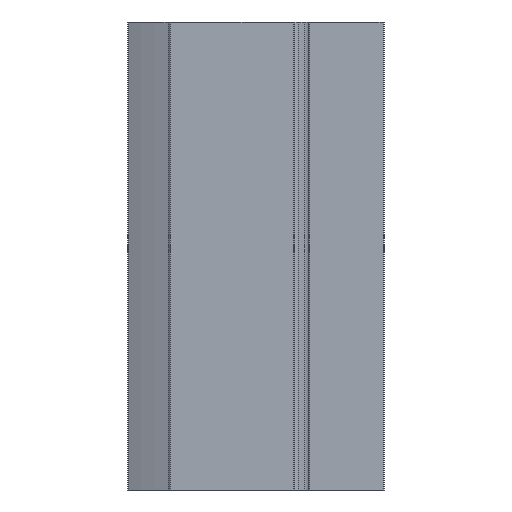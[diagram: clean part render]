
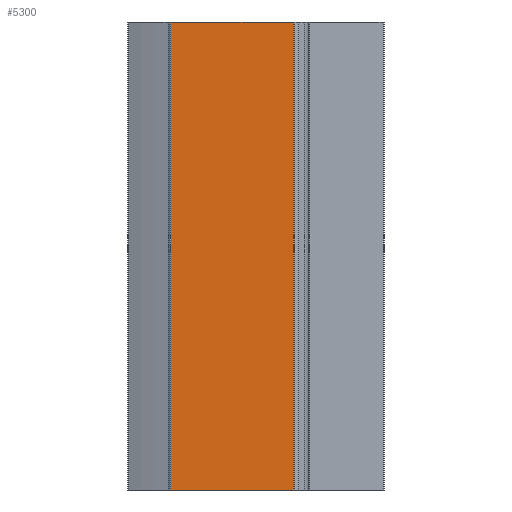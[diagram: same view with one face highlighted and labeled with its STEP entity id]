
A CAD part, front view. The second image highlights one B-rep face of the part: STEP entity #5300.
In plain terms, the highlighted planar face has unit normal (0, -1, 0).
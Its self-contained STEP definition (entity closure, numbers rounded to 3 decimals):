
#223=PLANE('',#5741);
#781=ORIENTED_EDGE('',*,*,#2165,.F.);
#782=ORIENTED_EDGE('',*,*,#2164,.F.);
#783=ORIENTED_EDGE('',*,*,#2166,.T.);
#784=ORIENTED_EDGE('',*,*,#2167,.T.);
#2164=EDGE_CURVE('',#2853,#2852,#3358,.T.);
#2165=EDGE_CURVE('',#2852,#2854,#3359,.T.);
#2166=EDGE_CURVE('',#2853,#2855,#3360,.T.);
#2167=EDGE_CURVE('',#2855,#2854,#3361,.T.);
#2852=VERTEX_POINT('',#8420);
#2853=VERTEX_POINT('',#8422);
#2854=VERTEX_POINT('',#8426);
#2855=VERTEX_POINT('',#8428);
#3358=LINE('',#8423,#3722);
#3359=LINE('',#8425,#3723);
#3360=LINE('',#8427,#3724);
#3361=LINE('',#8429,#3725);
#3722=VECTOR('',#6464,1000.);
#3723=VECTOR('',#6467,1000.);
#3724=VECTOR('',#6468,1000.);
#3725=VECTOR('',#6469,1000.);
#4093=EDGE_LOOP('',(#781,#782,#783,#784));
#4645=FACE_BOUND('',#4093,.T.);
#5300=ADVANCED_FACE('',(#4645),#223,.T.);
#5741=AXIS2_PLACEMENT_3D('',#8424,#6465,#6466);
#6464=DIRECTION('',(0.,0.,1.));
#6465=DIRECTION('',(0.,-1.,0.));
#6466=DIRECTION('',(0.,0.,-1.));
#6467=DIRECTION('',(1.,0.,0.));
#6468=DIRECTION('',(1.,0.,0.));
#6469=DIRECTION('',(0.,0.,1.));
#8420=CARTESIAN_POINT('',(-47.42,0.,0.));
#8422=CARTESIAN_POINT('',(-47.42,0.,-169.5));
#8423=CARTESIAN_POINT('',(-47.42,0.,-169.5));
#8424=CARTESIAN_POINT('',(-47.42,0.,-169.5));
#8425=CARTESIAN_POINT('',(-47.42,0.,0.));
#8426=CARTESIAN_POINT('',(-3.,0.,0.));
#8427=CARTESIAN_POINT('',(-47.42,0.,-169.5));
#8428=CARTESIAN_POINT('',(-3.,0.,-169.5));
#8429=CARTESIAN_POINT('',(-3.,0.,-169.5));
